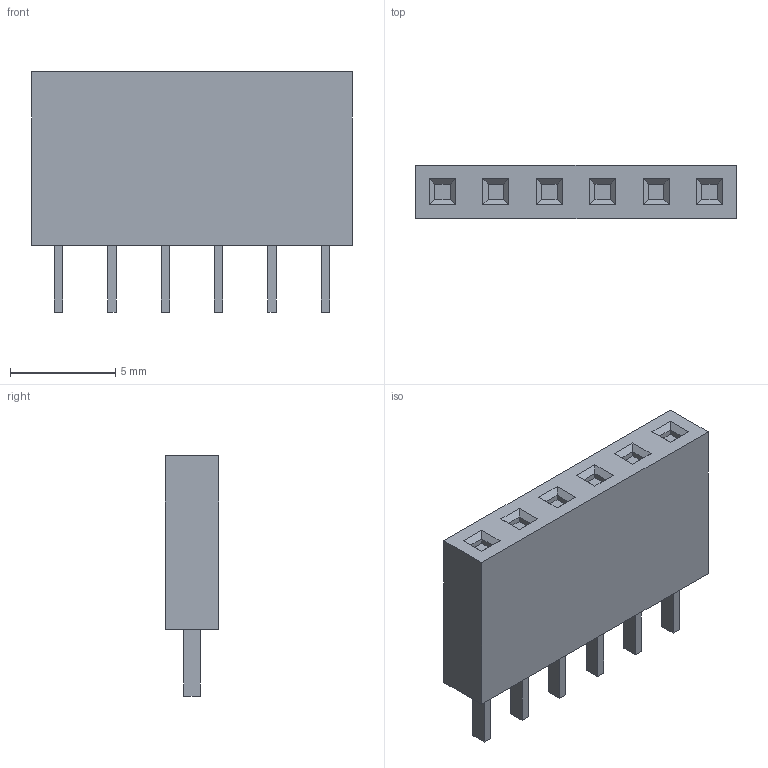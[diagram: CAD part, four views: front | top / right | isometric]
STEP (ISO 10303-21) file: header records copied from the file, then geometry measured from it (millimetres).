
FILE_DESCRIPTION((''),'2;1');
FILE_NAME('3M_929974-01-06-RK.stp','2016-08-31T17:39:20',(''),(''),'Mechanical Desktop 2011','Mechanical Desktop 2011',', , ');
FILE_SCHEMA(('AUTOMOTIVE_DESIGN { 1 2 10303 214 1 1 1 1 }'));
Length unit declared in the file: millimetre
Products named in the file (1): Product
Bounding box: 15.24 x 2.54 x 11.43 mm (x, y, z)
Volume: 323.1 mm3; surface area: 426.2 mm2
Topology: 7 solids, 7 shells, 96 faces, 204 edges, 128 vertices
Faces by surface type: plane 95, bspline 1
Entity records: 2542 total; most frequent: CARTESIAN_POINT 432, ORIENTED_EDGE 408, DIRECTION 396, VECTOR 204, LINE 204, EDGE_CURVE 204, VERTEX_POINT 128, EDGE_LOOP 102
